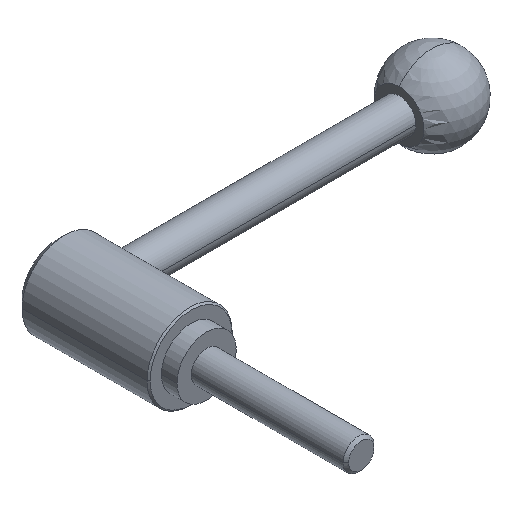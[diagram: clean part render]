
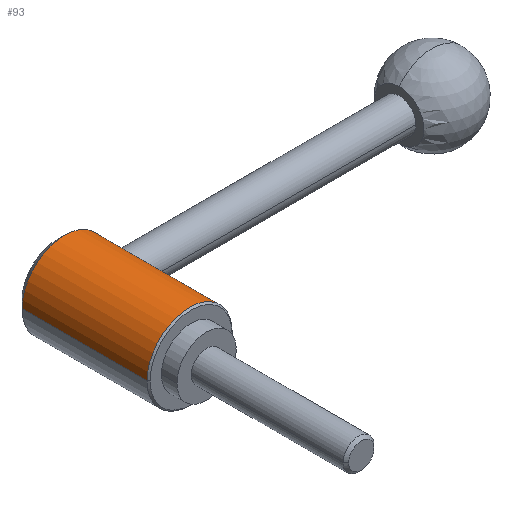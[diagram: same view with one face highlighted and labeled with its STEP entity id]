
A CAD part, isometric view. The second image highlights one B-rep face of the part: STEP entity #93.
In plain terms, the highlighted cylindrical face has radius 16.5 mm (diameter 33 mm), a partial arc.
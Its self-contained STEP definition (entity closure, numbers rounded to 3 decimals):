
#93 = ADVANCED_FACE( '', ( #136 ), #137, .T. );
#136 = FACE_OUTER_BOUND( '', #181, .T. );
#137 = CYLINDRICAL_SURFACE( '', #182, 16.5 );
#181 = EDGE_LOOP( '', ( #316, #317, #318, #319, #320, #321, #322 ) );
#182 = AXIS2_PLACEMENT_3D( '', #323, #324, #325 );
#316 = ORIENTED_EDGE( '', *, *, #342, .T. );
#317 = ORIENTED_EDGE( '', *, *, #370, .T. );
#318 = ORIENTED_EDGE( '', *, *, #369, .T. );
#319 = ORIENTED_EDGE( '', *, *, #345, .T. );
#320 = ORIENTED_EDGE( '', *, *, #380, .F. );
#321 = ORIENTED_EDGE( '', *, *, #344, .T. );
#322 = ORIENTED_EDGE( '', *, *, #379, .T. );
#323 = CARTESIAN_POINT( '', ( 0., 30.85, 0. ) );
#324 = DIRECTION( '', ( 0., -1., 0. ) );
#325 = DIRECTION( '', ( 1., 0., 0. ) );
#342 = EDGE_CURVE( '', #390, #391, #392, .T. );
#344 = EDGE_CURVE( '', #385, #393, #395, .T. );
#345 = EDGE_CURVE( '', #396, #382, #397, .T. );
#369 = EDGE_CURVE( '', #440, #396, #441, .T. );
#370 = EDGE_CURVE( '', #391, #440, #442, .T. );
#379 = EDGE_CURVE( '', #393, #390, #451, .T. );
#380 = EDGE_CURVE( '', #385, #382, #452, .T. );
#382 = VERTEX_POINT( '', #454 );
#385 = VERTEX_POINT( '', #458 );
#390 = VERTEX_POINT( '', #464 );
#391 = VERTEX_POINT( '', #465 );
#392 = LINE( '', #466, #467 );
#393 = VERTEX_POINT( '', #468 );
#395 = LINE( '', #470, #471 );
#396 = VERTEX_POINT( '', #472 );
#397 = LINE( '', #473, #474 );
#440 = VERTEX_POINT( '', #560 );
#441 = B_SPLINE_CURVE_WITH_KNOTS( '', 3, ( #561, #562, #563, #564, #565, #566, #567, #568, #569, #570, #571, #572, #573, #574, #575, #576, #577, #578 ), .UNSPECIFIED., .F., .F., ( 4, 2, 2, 2, 2, 2, 2, 2, 4 ), ( 0., 1.24, 2.479, 3.719, 4.958, 6.196, 7.435, 8.673, 9.912 ), .UNSPECIFIED. );
#442 = B_SPLINE_CURVE_WITH_KNOTS( '', 3, ( #579, #580, #581, #582, #583, #584, #585, #586, #587, #588, #589, #590, #591, #592, #593, #594, #595, #596 ), .UNSPECIFIED., .F., .F., ( 4, 2, 2, 2, 2, 2, 2, 2, 4 ), ( 29.735, 30.973, 32.211, 33.45, 34.688, 35.927, 37.167, 38.407, 39.646 ), .UNSPECIFIED. );
#451 = CIRCLE( '', #605, 16.5 );
#452 = CIRCLE( '', #606, 16.5 );
#454 = CARTESIAN_POINT( '', ( 16.5, 55.1, 0. ) );
#458 = CARTESIAN_POINT( '', ( -16.5, 55.1, 0. ) );
#464 = CARTESIAN_POINT( '', ( 16.5, 6.6, 0. ) );
#465 = CARTESIAN_POINT( '', ( 16.5, 40.5, 0. ) );
#466 = CARTESIAN_POINT( '', ( 16.5, 30.85, 0. ) );
#467 = VECTOR( '', #616, 1. );
#468 = CARTESIAN_POINT( '', ( -16.5, 6.6, 0. ) );
#470 = CARTESIAN_POINT( '', ( -16.5, 30.85, 0. ) );
#471 = VECTOR( '', #620, 1. );
#472 = CARTESIAN_POINT( '', ( 16.5, 53.5, 0. ) );
#473 = CARTESIAN_POINT( '', ( 16.5, 30.85, 0. ) );
#474 = VECTOR( '', #621, 1. );
#560 = CARTESIAN_POINT( '', ( 15.166, 47., 6.5 ) );
#561 = CARTESIAN_POINT( '', ( 15.166, 47., 6.5 ) );
#562 = CARTESIAN_POINT( '', ( 15.166, 47.413, 6.5 ) );
#563 = CARTESIAN_POINT( '', ( 15.183, 47.839, 6.46 ) );
#564 = CARTESIAN_POINT( '', ( 15.253, 48.682, 6.293 ) );
#565 = CARTESIAN_POINT( '', ( 15.305, 49.1, 6.167 ) );
#566 = CARTESIAN_POINT( '', ( 15.435, 49.899, 5.834 ) );
#567 = CARTESIAN_POINT( '', ( 15.513, 50.281, 5.627 ) );
#568 = CARTESIAN_POINT( '', ( 15.677, 50.987, 5.151 ) );
#569 = CARTESIAN_POINT( '', ( 15.764, 51.31, 4.882 ) );
#570 = CARTESIAN_POINT( '', ( 15.93, 51.882, 4.31 ) );
#571 = CARTESIAN_POINT( '', ( 16.015, 52.151, 3.987 ) );
#572 = CARTESIAN_POINT( '', ( 16.174, 52.627, 3.282 ) );
#573 = CARTESIAN_POINT( '', ( 16.248, 52.834, 2.9 ) );
#574 = CARTESIAN_POINT( '', ( 16.371, 53.167, 2.1 ) );
#575 = CARTESIAN_POINT( '', ( 16.42, 53.293, 1.682 ) );
#576 = CARTESIAN_POINT( '', ( 16.484, 53.46, 0.838 ) );
#577 = CARTESIAN_POINT( '', ( 16.5, 53.5, 0.413 ) );
#578 = CARTESIAN_POINT( '', ( 16.5, 53.5, 0. ) );
#579 = CARTESIAN_POINT( '', ( 16.5, 40.5, 0. ) );
#580 = CARTESIAN_POINT( '', ( 16.5, 40.5, 0.413 ) );
#581 = CARTESIAN_POINT( '', ( 16.484, 40.54, 0.838 ) );
#582 = CARTESIAN_POINT( '', ( 16.42, 40.707, 1.682 ) );
#583 = CARTESIAN_POINT( '', ( 16.371, 40.833, 2.1 ) );
#584 = CARTESIAN_POINT( '', ( 16.248, 41.166, 2.9 ) );
#585 = CARTESIAN_POINT( '', ( 16.174, 41.373, 3.282 ) );
#586 = CARTESIAN_POINT( '', ( 16.015, 41.849, 3.987 ) );
#587 = CARTESIAN_POINT( '', ( 15.93, 42.118, 4.31 ) );
#588 = CARTESIAN_POINT( '', ( 15.764, 42.69, 4.882 ) );
#589 = CARTESIAN_POINT( '', ( 15.677, 43.013, 5.151 ) );
#590 = CARTESIAN_POINT( '', ( 15.513, 43.719, 5.627 ) );
#591 = CARTESIAN_POINT( '', ( 15.435, 44.101, 5.834 ) );
#592 = CARTESIAN_POINT( '', ( 15.305, 44.9, 6.167 ) );
#593 = CARTESIAN_POINT( '', ( 15.253, 45.318, 6.293 ) );
#594 = CARTESIAN_POINT( '', ( 15.183, 46.161, 6.46 ) );
#595 = CARTESIAN_POINT( '', ( 15.166, 46.587, 6.5 ) );
#596 = CARTESIAN_POINT( '', ( 15.166, 47., 6.5 ) );
#605 = AXIS2_PLACEMENT_3D( '', #692, #693, #694 );
#606 = AXIS2_PLACEMENT_3D( '', #695, #696, #697 );
#616 = DIRECTION( '', ( 0., 1., 0. ) );
#620 = DIRECTION( '', ( 0., -1., 0. ) );
#621 = DIRECTION( '', ( 0., 1., 0. ) );
#692 = CARTESIAN_POINT( '', ( 0., 6.6, 0. ) );
#693 = DIRECTION( '', ( 0., 1., 0. ) );
#694 = DIRECTION( '', ( 1., 0., 0. ) );
#695 = CARTESIAN_POINT( '', ( 0., 55.1, 0. ) );
#696 = DIRECTION( '', ( 0., 1., 0. ) );
#697 = DIRECTION( '', ( 1., 0., 0. ) );
